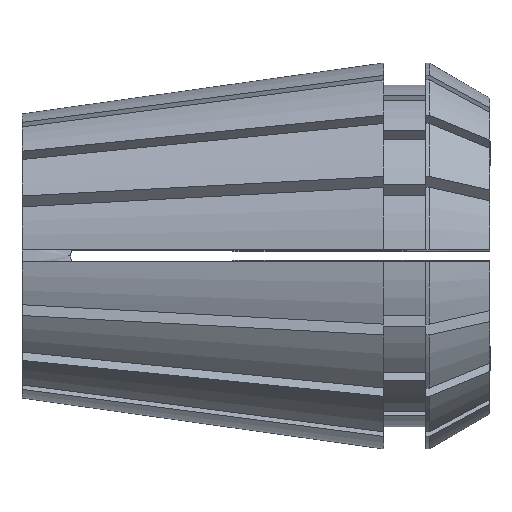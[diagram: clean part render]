
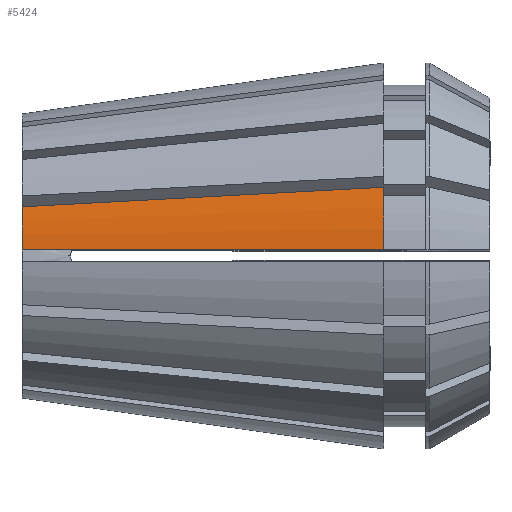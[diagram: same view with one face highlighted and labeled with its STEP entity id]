
A CAD part, top view. The second image highlights one B-rep face of the part: STEP entity #5424.
In plain terms, the highlighted conical face has half-angle 8 degrees and reference radius 16.5 mm.
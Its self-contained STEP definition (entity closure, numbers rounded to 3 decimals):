
#139 = CARTESIAN_POINT ( 'NONE',  ( 30.9, 0., 0. ) ) ;
#289 = DIRECTION ( 'NONE',  ( -1., 0., 0. ) ) ;
#584 = DIRECTION ( 'NONE',  ( 0., 0., 1. ) ) ;
#656 = CIRCLE ( 'NONE', #6833, 16.5 ) ;
#657 = AXIS2_PLACEMENT_3D ( 'NONE', #139, #7488, #7546 ) ;
#721 = B_SPLINE_CURVE_WITH_KNOTS ( 'NONE', 3,
 ( #3111, #1185, #8031, #6202, #6133, #5529, #4300, #1831, #3060, #1265 ),
 .UNSPECIFIED., .F., .F.,
 ( 4, 3, 3, 4 ),
 ( 0.062, 0.067, 0.089, 0.093 ),
 .UNSPECIFIED. ) ;
#1054 = CARTESIAN_POINT ( 'NONE',  ( 30.9, 0.5, 16.493 ) ) ;
#1119 = ORIENTED_EDGE ( 'NONE', *, *, #2705, .F. ) ;
#1185 = CARTESIAN_POINT ( 'NONE',  ( 29.285, 0.5, 16.266 ) ) ;
#1265 = CARTESIAN_POINT ( 'NONE',  ( 0., 0.5, 12.147 ) ) ;
#1677 = EDGE_CURVE ( 'NONE', #5861, #4247, #656, .T. ) ;
#1831 = CARTESIAN_POINT ( 'NONE',  ( 2.635, 0.5, 12.518 ) ) ;
#1832 = DIRECTION ( 'NONE',  ( -1., 0., 0. ) ) ;
#1962 = EDGE_CURVE ( 'NONE', #5968, #4247, #5143, .T. ) ;
#2450 = VERTEX_POINT ( 'NONE', #7816 ) ;
#2705 = EDGE_CURVE ( 'NONE', #5861, #2450, #721, .T. ) ;
#2762 = CARTESIAN_POINT ( 'NONE',  ( 0., 4.187, 11.414 ) ) ;
#2796 = CARTESIAN_POINT ( 'NONE',  ( 7.045, 4.566, 12.33 ) ) ;
#2821 = ORIENTED_EDGE ( 'NONE', *, *, #1677, .T. ) ;
#2957 = EDGE_LOOP ( 'NONE', ( #3185, #6755, #1119, #2821 ) ) ;
#3060 = CARTESIAN_POINT ( 'NONE',  ( 1.318, 0.5, 12.333 ) ) ;
#3111 = CARTESIAN_POINT ( 'NONE',  ( 30.9, 0.5, 16.493 ) ) ;
#3185 = ORIENTED_EDGE ( 'NONE', *, *, #1962, .F. ) ;
#3613 = EDGE_CURVE ( 'NONE', #2450, #5968, #4241, .T. ) ;
#4241 = CIRCLE ( 'NONE', #5948, 12.158 ) ;
#4247 = VERTEX_POINT ( 'NONE', #7007 ) ;
#4300 = CARTESIAN_POINT ( 'NONE',  ( 3.953, 0.5, 12.703 ) ) ;
#5143 = B_SPLINE_CURVE_WITH_KNOTS ( 'NONE', 3,
 ( #2762, #2796, #7805, #6503, #6479, #5311, #7749 ),
 .UNSPECIFIED., .F., .F.,
 ( 4, 3, 4 ),
 ( 0., 0.021, 0.031 ),
 .UNSPECIFIED. ) ;
#5311 = CARTESIAN_POINT ( 'NONE',  ( 27.645, 5.674, 15.006 ) ) ;
#5424 = ADVANCED_FACE ( 'NONE', ( #5870 ), #5490, .T. ) ;
#5490 = CONICAL_SURFACE ( 'NONE', #657, 16.5, 0.14 ) ;
#5529 = CARTESIAN_POINT ( 'NONE',  ( 11.321, 0.5, 13.74 ) ) ;
#5530 = CARTESIAN_POINT ( 'NONE',  ( 30.9, 0., 0. ) ) ;
#5861 = VERTEX_POINT ( 'NONE', #1054 ) ;
#5870 = FACE_OUTER_BOUND ( 'NONE', #2957, .T. ) ;
#5948 = AXIS2_PLACEMENT_3D ( 'NONE', #6421, #289, #7720 ) ;
#5968 = VERTEX_POINT ( 'NONE', #6760 ) ;
#6133 = CARTESIAN_POINT ( 'NONE',  ( 18.688, 0.5, 14.776 ) ) ;
#6202 = CARTESIAN_POINT ( 'NONE',  ( 26.056, 0.5, 15.812 ) ) ;
#6421 = CARTESIAN_POINT ( 'NONE',  ( 0., 0., 0. ) ) ;
#6479 = CARTESIAN_POINT ( 'NONE',  ( 24.391, 5.499, 14.583 ) ) ;
#6503 = CARTESIAN_POINT ( 'NONE',  ( 21.136, 5.324, 14.16 ) ) ;
#6755 = ORIENTED_EDGE ( 'NONE', *, *, #3613, .F. ) ;
#6760 = CARTESIAN_POINT ( 'NONE',  ( 0., 4.187, 11.414 ) ) ;
#6833 = AXIS2_PLACEMENT_3D ( 'NONE', #5530, #1832, #584 ) ;
#7007 = CARTESIAN_POINT ( 'NONE',  ( 30.9, 5.85, 15.429 ) ) ;
#7488 = DIRECTION ( 'NONE',  ( 1., 0., 0. ) ) ;
#7546 = DIRECTION ( 'NONE',  ( 0., 0., -1. ) ) ;
#7720 = DIRECTION ( 'NONE',  ( 0., 0., 1. ) ) ;
#7749 = CARTESIAN_POINT ( 'NONE',  ( 30.9, 5.85, 15.429 ) ) ;
#7805 = CARTESIAN_POINT ( 'NONE',  ( 14.091, 4.945, 13.245 ) ) ;
#7816 = CARTESIAN_POINT ( 'NONE',  ( 0., 0.5, 12.147 ) ) ;
#8031 = CARTESIAN_POINT ( 'NONE',  ( 27.67, 0.5, 16.039 ) ) ;
